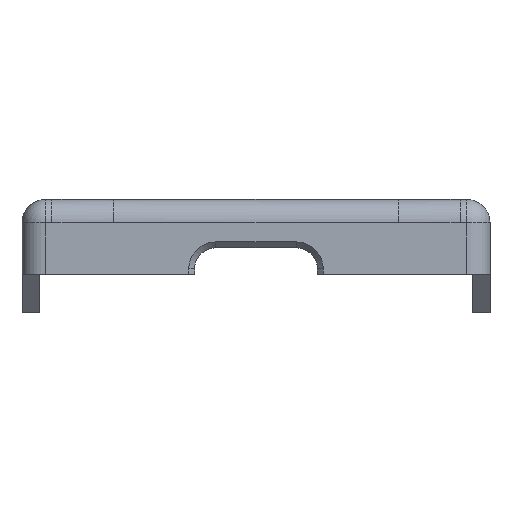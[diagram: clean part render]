
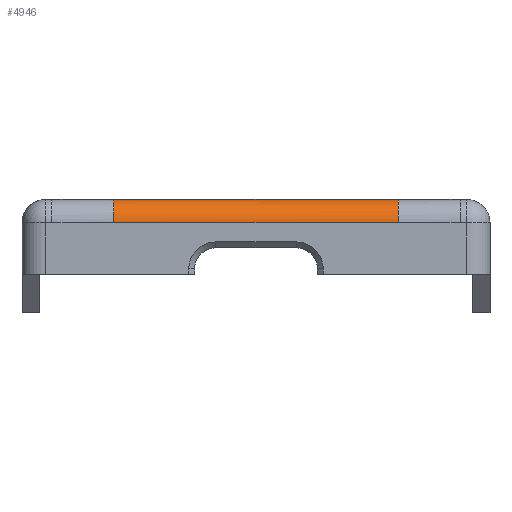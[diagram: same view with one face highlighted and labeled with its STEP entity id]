
A CAD part, front view. The second image highlights one B-rep face of the part: STEP entity #4946.
In plain terms, the highlighted cylindrical face has radius 2 mm (diameter 4 mm), a partial arc.
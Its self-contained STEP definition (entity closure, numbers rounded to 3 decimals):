
#846 = PLANE('',#847);
#847 = AXIS2_PLACEMENT_3D('',#848,#849,#850);
#848 = CARTESIAN_POINT('',(0.,0.,12.));
#849 = DIRECTION('',(0.,0.,1.));
#850 = DIRECTION('',(1.,0.,0.));
#1076 = PLANE('',#1077);
#1077 = AXIS2_PLACEMENT_3D('',#1078,#1079,#1080);
#1078 = CARTESIAN_POINT('',(0.,-60.75,-4.25));
#1079 = DIRECTION('',(-0.,-1.,-0.));
#1080 = DIRECTION('',(0.,0.,-1.));
#2517 = VERTEX_POINT('',#2518);
#2518 = CARTESIAN_POINT('',(-12.15,-58.75,12.));
#2548 = EDGE_CURVE('',#2517,#2549,#2551,.T.);
#2549 = VERTEX_POINT('',#2550);
#2550 = CARTESIAN_POINT('',(12.15,-58.75,12.));
#2551 = SURFACE_CURVE('',#2552,(#2556,#2563),.PCURVE_S1.);
#2552 = LINE('',#2553,#2554);
#2553 = CARTESIAN_POINT('',(-20.,-58.75,12.));
#2554 = VECTOR('',#2555,1.);
#2555 = DIRECTION('',(1.,0.,0.));
#2556 = PCURVE('',#846,#2557);
#2557 = DEFINITIONAL_REPRESENTATION('',(#2558),#2562);
#2558 = LINE('',#2559,#2560);
#2559 = CARTESIAN_POINT('',(-20.,-58.75));
#2560 = VECTOR('',#2561,1.);
#2561 = DIRECTION('',(1.,0.));
#2562 = ( GEOMETRIC_REPRESENTATION_CONTEXT(2) 
PARAMETRIC_REPRESENTATION_CONTEXT() REPRESENTATION_CONTEXT('2D SPACE',''
  ) );
#2563 = PCURVE('',#2564,#2569);
#2564 = CYLINDRICAL_SURFACE('',#2565,2.);
#2565 = AXIS2_PLACEMENT_3D('',#2566,#2567,#2568);
#2566 = CARTESIAN_POINT('',(-20.,-58.75,10.));
#2567 = DIRECTION('',(1.,0.,0.));
#2568 = DIRECTION('',(0.,0.,1.));
#2569 = DEFINITIONAL_REPRESENTATION('',(#2570),#2574);
#2570 = LINE('',#2571,#2572);
#2571 = CARTESIAN_POINT('',(0.,0.));
#2572 = VECTOR('',#2573,1.);
#2573 = DIRECTION('',(0.,1.));
#2574 = ( GEOMETRIC_REPRESENTATION_CONTEXT(2) 
PARAMETRIC_REPRESENTATION_CONTEXT() REPRESENTATION_CONTEXT('2D SPACE',''
  ) );
#3129 = ( BOUNDED_SURFACE() B_SPLINE_SURFACE(2,1,(
    (#3130,#3131)
    ,(#3132,#3133)
    ,(#3134,#3135
)),.UNSPECIFIED.,.F.,.F.,.F.) B_SPLINE_SURFACE_WITH_KNOTS((3,3),(2,2),(
    0.,5.299),(2.55,7.85),
.PIECEWISE_BEZIER_KNOTS.) GEOMETRIC_REPRESENTATION_ITEM() 
RATIONAL_B_SPLINE_SURFACE((
    (1.,1.)
    ,(0.707,0.707)
,(1.,1.))) REPRESENTATION_ITEM('') SURFACE() );
#3130 = CARTESIAN_POINT('',(-17.45,-58.75,12.));
#3131 = CARTESIAN_POINT('',(-12.15,-58.75,12.));
#3132 = CARTESIAN_POINT('',(-17.45,-60.75,12.));
#3133 = CARTESIAN_POINT('',(-12.15,-60.75,12.));
#3134 = CARTESIAN_POINT('',(-17.45,-60.75,10.));
#3135 = CARTESIAN_POINT('',(-12.15,-60.75,10.));
#3336 = VERTEX_POINT('',#3337);
#3337 = CARTESIAN_POINT('',(12.15,-60.75,10.));
#3349 = ( BOUNDED_SURFACE() B_SPLINE_SURFACE(2,1,(
    (#3350,#3351)
    ,(#3352,#3353)
    ,(#3354,#3355
)),.UNSPECIFIED.,.F.,.F.,.F.) B_SPLINE_SURFACE_WITH_KNOTS((3,3),(2,2),(
    0.,5.299),(32.15,37.45),
.PIECEWISE_BEZIER_KNOTS.) GEOMETRIC_REPRESENTATION_ITEM() 
RATIONAL_B_SPLINE_SURFACE((
    (1.,1.)
    ,(0.707,0.707)
,(1.,1.))) REPRESENTATION_ITEM('') SURFACE() );
#3350 = CARTESIAN_POINT('',(12.15,-58.75,12.));
#3351 = CARTESIAN_POINT('',(17.45,-58.75,12.));
#3352 = CARTESIAN_POINT('',(12.15,-60.75,12.));
#3353 = CARTESIAN_POINT('',(17.45,-60.75,12.));
#3354 = CARTESIAN_POINT('',(12.15,-60.75,10.));
#3355 = CARTESIAN_POINT('',(17.45,-60.75,10.));
#3363 = EDGE_CURVE('',#3364,#3336,#3366,.T.);
#3364 = VERTEX_POINT('',#3365);
#3365 = CARTESIAN_POINT('',(-12.15,-60.75,10.));
#3366 = SURFACE_CURVE('',#3367,(#3371,#3378),.PCURVE_S1.);
#3367 = LINE('',#3368,#3369);
#3368 = CARTESIAN_POINT('',(-20.,-60.75,10.));
#3369 = VECTOR('',#3370,1.);
#3370 = DIRECTION('',(1.,0.,0.));
#3371 = PCURVE('',#1076,#3372);
#3372 = DEFINITIONAL_REPRESENTATION('',(#3373),#3377);
#3373 = LINE('',#3374,#3375);
#3374 = CARTESIAN_POINT('',(-14.25,-20.));
#3375 = VECTOR('',#3376,1.);
#3376 = DIRECTION('',(0.,1.));
#3377 = ( GEOMETRIC_REPRESENTATION_CONTEXT(2) 
PARAMETRIC_REPRESENTATION_CONTEXT() REPRESENTATION_CONTEXT('2D SPACE',''
  ) );
#3378 = PCURVE('',#2564,#3379);
#3379 = DEFINITIONAL_REPRESENTATION('',(#3380),#3384);
#3380 = LINE('',#3381,#3382);
#3381 = CARTESIAN_POINT('',(1.571,0.));
#3382 = VECTOR('',#3383,1.);
#3383 = DIRECTION('',(0.,1.));
#3384 = ( GEOMETRIC_REPRESENTATION_CONTEXT(2) 
PARAMETRIC_REPRESENTATION_CONTEXT() REPRESENTATION_CONTEXT('2D SPACE',''
  ) );
#4946 = ADVANCED_FACE('',(#4947),#2564,.T.);
#4947 = FACE_BOUND('',#4948,.T.);
#4948 = EDGE_LOOP('',(#4949,#4976,#4977,#5005));
#4949 = ORIENTED_EDGE('',*,*,#4950,.T.);
#4950 = EDGE_CURVE('',#2517,#3364,#4951,.T.);
#4951 = SURFACE_CURVE('',#4952,(#4956,#4970),.PCURVE_S1.);
#4952 = ( BOUNDED_CURVE() B_SPLINE_CURVE(2,(#4953,#4954,#4955),
.UNSPECIFIED.,.F.,.F.) B_SPLINE_CURVE_WITH_KNOTS((3,3),(0.,
5.299),.PIECEWISE_BEZIER_KNOTS.) CURVE() 
GEOMETRIC_REPRESENTATION_ITEM() RATIONAL_B_SPLINE_CURVE((1.,
0.707,1.)) REPRESENTATION_ITEM('') );
#4953 = CARTESIAN_POINT('',(-12.15,-58.75,12.));
#4954 = CARTESIAN_POINT('',(-12.15,-60.75,12.));
#4955 = CARTESIAN_POINT('',(-12.15,-60.75,10.));
#4956 = PCURVE('',#2564,#4957);
#4957 = DEFINITIONAL_REPRESENTATION('',(#4958),#4969);
#4958 = B_SPLINE_CURVE_WITH_KNOTS('',9,(#4959,#4960,#4961,#4962,#4963,
    #4964,#4965,#4966,#4967,#4968),.UNSPECIFIED.,.F.,.F.,(10,10),(0.,
    5.299),.PIECEWISE_BEZIER_KNOTS.);
#4959 = CARTESIAN_POINT('',(0.,7.85));
#4960 = CARTESIAN_POINT('',(0.157,7.85));
#4961 = CARTESIAN_POINT('',(0.326,7.85));
#4962 = CARTESIAN_POINT('',(0.505,7.85));
#4963 = CARTESIAN_POINT('',(0.691,7.85));
#4964 = CARTESIAN_POINT('',(0.88,7.85));
#4965 = CARTESIAN_POINT('',(1.066,7.85));
#4966 = CARTESIAN_POINT('',(1.245,7.85));
#4967 = CARTESIAN_POINT('',(1.414,7.85));
#4968 = CARTESIAN_POINT('',(1.571,7.85));
#4969 = ( GEOMETRIC_REPRESENTATION_CONTEXT(2) 
PARAMETRIC_REPRESENTATION_CONTEXT() REPRESENTATION_CONTEXT('2D SPACE',''
  ) );
#4970 = PCURVE('',#3129,#4971);
#4971 = DEFINITIONAL_REPRESENTATION('',(#4972),#4975);
#4972 = B_SPLINE_CURVE_WITH_KNOTS('',1,(#4973,#4974),.UNSPECIFIED.,.F.,
  .F.,(2,2),(0.,5.299),.PIECEWISE_BEZIER_KNOTS.);
#4973 = CARTESIAN_POINT('',(0.,7.85));
#4974 = CARTESIAN_POINT('',(5.299,7.85));
#4975 = ( GEOMETRIC_REPRESENTATION_CONTEXT(2) 
PARAMETRIC_REPRESENTATION_CONTEXT() REPRESENTATION_CONTEXT('2D SPACE',''
  ) );
#4976 = ORIENTED_EDGE('',*,*,#3363,.T.);
#4977 = ORIENTED_EDGE('',*,*,#4978,.F.);
#4978 = EDGE_CURVE('',#2549,#3336,#4979,.T.);
#4979 = SURFACE_CURVE('',#4980,(#4985,#4991),.PCURVE_S1.);
#4980 = CIRCLE('',#4981,2.);
#4981 = AXIS2_PLACEMENT_3D('',#4982,#4983,#4984);
#4982 = CARTESIAN_POINT('',(12.15,-58.75,10.));
#4983 = DIRECTION('',(1.,0.,-0.));
#4984 = DIRECTION('',(0.,0.,1.));
#4985 = PCURVE('',#2564,#4986);
#4986 = DEFINITIONAL_REPRESENTATION('',(#4987),#4990);
#4987 = B_SPLINE_CURVE_WITH_KNOTS('',1,(#4988,#4989),.UNSPECIFIED.,.F.,
  .F.,(2,2),(0.,1.571),.PIECEWISE_BEZIER_KNOTS.);
#4988 = CARTESIAN_POINT('',(0.,32.15));
#4989 = CARTESIAN_POINT('',(1.571,32.15));
#4990 = ( GEOMETRIC_REPRESENTATION_CONTEXT(2) 
PARAMETRIC_REPRESENTATION_CONTEXT() REPRESENTATION_CONTEXT('2D SPACE',''
  ) );
#4991 = PCURVE('',#3349,#4992);
#4992 = DEFINITIONAL_REPRESENTATION('',(#4993),#5004);
#4993 = B_SPLINE_CURVE_WITH_KNOTS('',9,(#4994,#4995,#4996,#4997,#4998,
    #4999,#5000,#5001,#5002,#5003),.UNSPECIFIED.,.F.,.F.,(10,10),(0.,
    1.571),.PIECEWISE_BEZIER_KNOTS.);
#4994 = CARTESIAN_POINT('',(0.,32.15));
#4995 = CARTESIAN_POINT('',(0.654,32.15));
#4996 = CARTESIAN_POINT('',(1.255,32.15));
#4997 = CARTESIAN_POINT('',(1.824,32.15));
#4998 = CARTESIAN_POINT('',(2.376,32.15));
#4999 = CARTESIAN_POINT('',(2.923,32.15));
#5000 = CARTESIAN_POINT('',(3.475,32.15));
#5001 = CARTESIAN_POINT('',(4.044,32.15));
#5002 = CARTESIAN_POINT('',(4.645,32.15));
#5003 = CARTESIAN_POINT('',(5.299,32.15));
#5004 = ( GEOMETRIC_REPRESENTATION_CONTEXT(2) 
PARAMETRIC_REPRESENTATION_CONTEXT() REPRESENTATION_CONTEXT('2D SPACE',''
  ) );
#5005 = ORIENTED_EDGE('',*,*,#2548,.F.);
